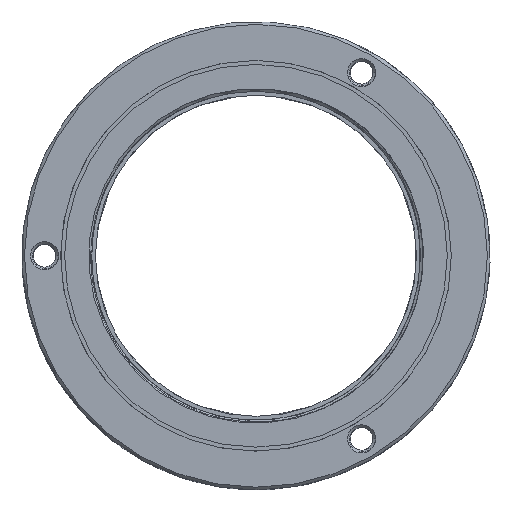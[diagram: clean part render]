
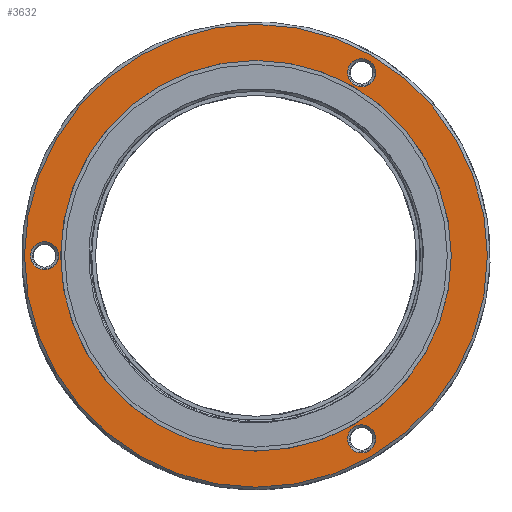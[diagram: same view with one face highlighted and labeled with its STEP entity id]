
A CAD part, left-side view. The second image highlights one B-rep face of the part: STEP entity #3632.
In plain terms, the highlighted planar face has unit normal (-1, 0, 0).
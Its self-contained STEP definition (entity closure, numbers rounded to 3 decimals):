
#21 = CIRCLE ( 'NONE', #2908, 1.05 ) ;
#24 = FACE_BOUND ( 'NONE', #1355, .T. ) ;
#1276 = CIRCLE ( 'NONE', #11247, 14.6 ) ;
#1355 = EDGE_LOOP ( 'NONE', ( #17024 ) ) ;
#1624 = CARTESIAN_POINT ( 'NONE',  ( 8., -7.9, 13.683 ) ) ;
#1876 = DIRECTION ( 'NONE',  ( 1., 0., 0. ) ) ;
#2280 = DIRECTION ( 'NONE',  ( 0., 0., -1. ) ) ;
#2718 = CIRCLE ( 'NONE', #7748, 1.05 ) ;
#2908 = AXIS2_PLACEMENT_3D ( 'NONE', #1624, #1876, #7522 ) ;
#3077 = CARTESIAN_POINT ( 'NONE',  ( 8., 0., 14.6 ) ) ;
#3542 = DIRECTION ( 'NONE',  ( 0., 0., -1. ) ) ;
#3632 = ADVANCED_FACE ( 'NONE', ( #7980, #24, #19833, #23433, #21896 ), #19429, .F. ) ;
#3983 = CIRCLE ( 'NONE', #11440, 1.05 ) ;
#4154 = CARTESIAN_POINT ( 'NONE',  ( 8., 0., 0. ) ) ;
#4312 = CARTESIAN_POINT ( 'NONE',  ( 8., 15.8, 0. ) ) ;
#4528 = AXIS2_PLACEMENT_3D ( 'NONE', #11475, #9929, #3542 ) ;
#5040 = ORIENTED_EDGE ( 'NONE', *, *, #10176, .T. ) ;
#6740 = VERTEX_POINT ( 'NONE', #10758 ) ;
#7005 = VERTEX_POINT ( 'NONE', #3077 ) ;
#7522 = DIRECTION ( 'NONE',  ( 0., 0., -1. ) ) ;
#7748 = AXIS2_PLACEMENT_3D ( 'NONE', #4312, #19927, #11970 ) ;
#7813 = EDGE_LOOP ( 'NONE', ( #10415 ) ) ;
#7925 = DIRECTION ( 'NONE',  ( 0., 0., 1. ) ) ;
#7980 = FACE_OUTER_BOUND ( 'NONE', #18648, .T. ) ;
#8778 = EDGE_CURVE ( 'NONE', #6740, #6740, #3983, .T. ) ;
#9929 = DIRECTION ( 'NONE',  ( 1., 0., 0. ) ) ;
#10176 = EDGE_CURVE ( 'NONE', #16780, #16780, #16552, .T. ) ;
#10415 = ORIENTED_EDGE ( 'NONE', *, *, #17189, .T. ) ;
#10758 = CARTESIAN_POINT ( 'NONE',  ( 8., -7.9, -14.733 ) ) ;
#10787 = CARTESIAN_POINT ( 'NONE',  ( 8., 0., 0. ) ) ;
#11146 = CARTESIAN_POINT ( 'NONE',  ( 8., 15.8, -1.05 ) ) ;
#11247 = AXIS2_PLACEMENT_3D ( 'NONE', #10787, #23512, #7925 ) ;
#11440 = AXIS2_PLACEMENT_3D ( 'NONE', #21412, #17161, #23349 ) ;
#11475 = CARTESIAN_POINT ( 'NONE',  ( 8., 17.5, 0. ) ) ;
#11970 = DIRECTION ( 'NONE',  ( 0., 0., -1. ) ) ;
#12735 = CARTESIAN_POINT ( 'NONE',  ( 8., -7.9, 12.633 ) ) ;
#12979 = ORIENTED_EDGE ( 'NONE', *, *, #22349, .F. ) ;
#12993 = CARTESIAN_POINT ( 'NONE',  ( 8., 0., -17.3 ) ) ;
#16552 = CIRCLE ( 'NONE', #21911, 17.3 ) ;
#16780 = VERTEX_POINT ( 'NONE', #12993 ) ;
#17024 = ORIENTED_EDGE ( 'NONE', *, *, #8778, .T. ) ;
#17161 = DIRECTION ( 'NONE',  ( 1., 0., 0. ) ) ;
#17189 = EDGE_CURVE ( 'NONE', #24815, #24815, #2718, .T. ) ;
#18648 = EDGE_LOOP ( 'NONE', ( #5040 ) ) ;
#18852 = VERTEX_POINT ( 'NONE', #12735 ) ;
#19429 = PLANE ( 'NONE',  #4528 ) ;
#19833 = FACE_BOUND ( 'NONE', #21675, .T. ) ;
#19927 = DIRECTION ( 'NONE',  ( 1., 0., 0. ) ) ;
#20823 = ORIENTED_EDGE ( 'NONE', *, *, #21514, .T. ) ;
#21412 = CARTESIAN_POINT ( 'NONE',  ( 8., -7.9, -13.683 ) ) ;
#21514 = EDGE_CURVE ( 'NONE', #18852, #18852, #21, .T. ) ;
#21675 = EDGE_LOOP ( 'NONE', ( #20823 ) ) ;
#21896 = FACE_BOUND ( 'NONE', #23750, .T. ) ;
#21911 = AXIS2_PLACEMENT_3D ( 'NONE', #4154, #22323, #2280 ) ;
#22323 = DIRECTION ( 'NONE',  ( -1., 0., 0. ) ) ;
#22349 = EDGE_CURVE ( 'NONE', #7005, #7005, #1276, .T. ) ;
#23349 = DIRECTION ( 'NONE',  ( 0., 0., -1. ) ) ;
#23433 = FACE_BOUND ( 'NONE', #7813, .T. ) ;
#23512 = DIRECTION ( 'NONE',  ( -1., 0., 0. ) ) ;
#23750 = EDGE_LOOP ( 'NONE', ( #12979 ) ) ;
#24815 = VERTEX_POINT ( 'NONE', #11146 ) ;
